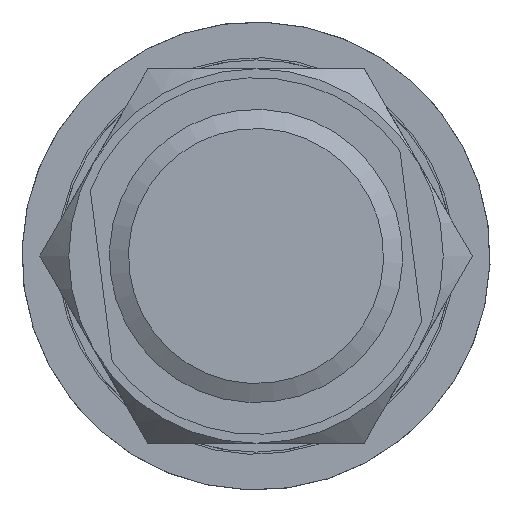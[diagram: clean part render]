
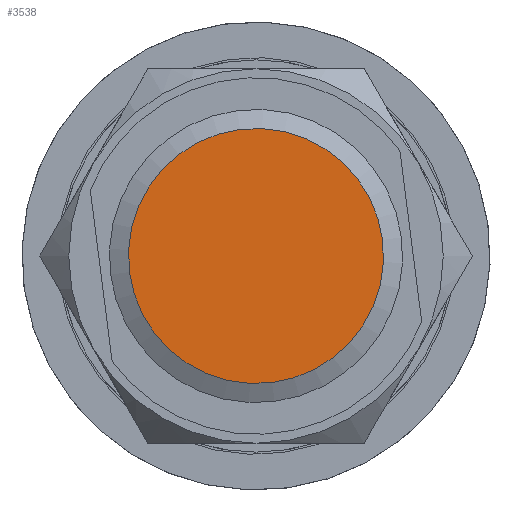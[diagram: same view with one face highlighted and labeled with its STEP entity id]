
A CAD part, left-side view. The second image highlights one B-rep face of the part: STEP entity #3538.
In plain terms, the highlighted planar face has unit normal (-1, 0, 0).
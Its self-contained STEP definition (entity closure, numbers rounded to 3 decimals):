
#3522=CARTESIAN_POINT('',(-10.8,4.624,-0.589));
#3523=DIRECTION('',(-1.0,0.0,0.0));
#3524=DIRECTION('',(0.0,0.126,0.992));
#3525=AXIS2_PLACEMENT_3D('',#3522,#3523,#3524);
#3526=PLANE('',#3525);
#3527=CARTESIAN_POINT('',(-10.8,5.677,-0.723));
#3528=VERTEX_POINT('',#3527);
#3529=CARTESIAN_POINT('',(-10.8,0.0,0.0));
#3530=DIRECTION('',(-1.0,0.0,0.0));
#3531=DIRECTION('',(0.0,0.992,-0.126));
#3532=AXIS2_PLACEMENT_3D('',#3529,#3530,#3531);
#3533=CIRCLE('',#3532,5.723);
#3534=EDGE_CURVE('',#3528,#3528,#3533,.T.);
#3535=ORIENTED_EDGE('',*,*,#3534,.T.);
#3536=EDGE_LOOP('',(#3535));
#3537=FACE_OUTER_BOUND('',#3536,.T.);
#3538=ADVANCED_FACE('',(#3537),#3526,.T.);
